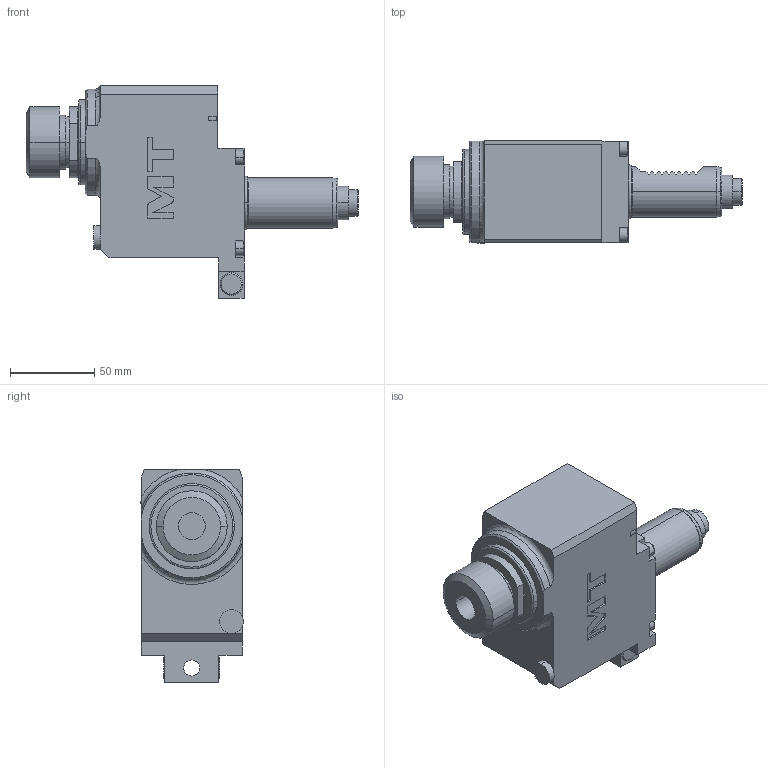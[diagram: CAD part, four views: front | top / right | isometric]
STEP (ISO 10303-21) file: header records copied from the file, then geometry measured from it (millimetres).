
FILE_DESCRIPTION((''),'2;1');
FILE_NAME('SAU0103225_CONF','2023-10-23T10:45:44',('gvalli'),('M.T. srl'),'CREO PARAMETRIC BY PTC INC, 2021072','CREO PARAMETRIC BY PTC INC, 2021072','');
FILE_SCHEMA(('CONFIG_CONTROL_DESIGN'));
Length unit declared in the file: millimetre
Products named in the file (1): SAU0103225_CONF
Bounding box: 196.66 x 60.75 x 126 mm (x, y, z)
Volume: 609456.8 mm3; surface area: 58703.6 mm2
Topology: 1 solids, 1 shells, 273 faces, 685 edges, 436 vertices
Faces by surface type: plane 145, cylinder 72, cone 28, torus 24, extrusion 4
Entity records: 8489 total; most frequent: CARTESIAN_POINT 1907, DIRECTION 1355, ORIENTED_EDGE 1354, EDGE_CURVE 677, AXIS2_PLACEMENT_3D 478, VERTEX_POINT 436, VECTOR 399, LINE 395
